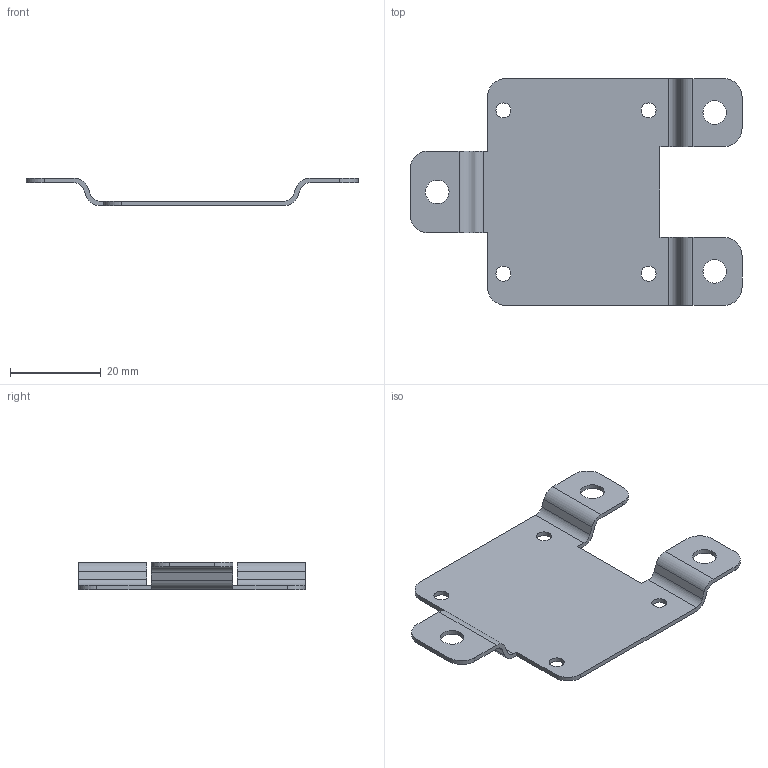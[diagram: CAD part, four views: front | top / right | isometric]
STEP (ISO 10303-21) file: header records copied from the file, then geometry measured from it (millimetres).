
FILE_DESCRIPTION(/* description */ ('STEP AP214'),/* implementation_level */ '2;1');
FILE_NAME(/* name */ '8036909_SAMH-FW-W',/* time_stamp */ '2024-09-14T22:32:38+02:00',/* author */ ('License CC BY-ND 4.0'),/* organization */ ('CADENAS'),/* preprocessor_version */ 'ST-DEVELOPER v19.3',/* originating_system */ 'PARTsolutions',/* authorisation */ ' ');
FILE_SCHEMA (('AUTOMOTIVE_DESIGN {1 0 10303 214 3 1 1}'));
Length unit declared in the file: millimetre
Products named in the file (1): 8036909 SAMH-FW-W
Bounding box: 73.2 x 50 x 6 mm (x, y, z)
Volume: 2750.4 mm3; surface area: 5875.8 mm2
Topology: 1 solids, 1 shells, 53 faces, 153 edges, 102 vertices
Faces by surface type: cylinder 27, plane 26
Full cylindrical faces by diameter (mm): 3.3 x4, 5.2 x3
Entity records: 1784 total; most frequent: DIRECTION 308, CARTESIAN_POINT 302, ORIENTED_EDGE 292, EDGE_CURVE 146, AXIS2_PLACEMENT_3D 108, VERTEX_POINT 102, LINE 92, VECTOR 92
